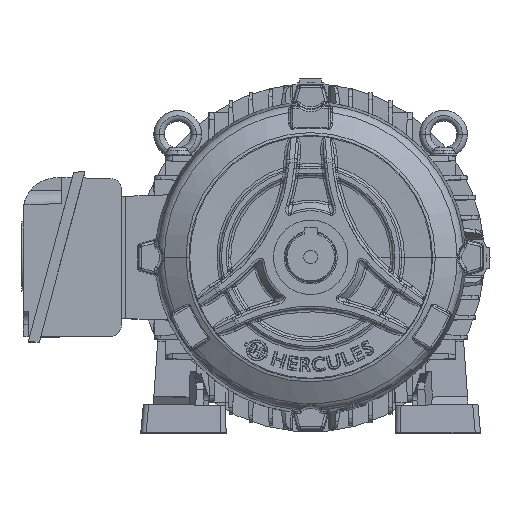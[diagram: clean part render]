
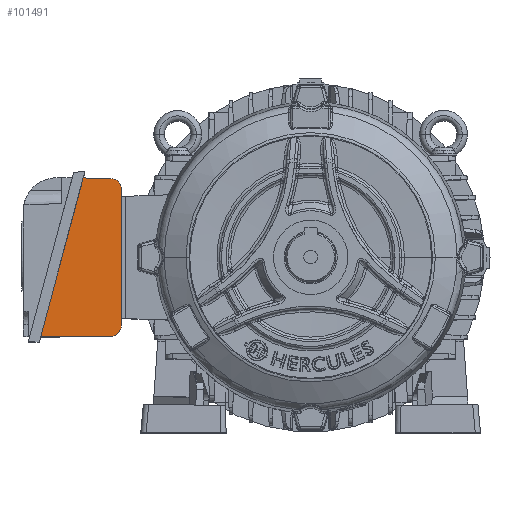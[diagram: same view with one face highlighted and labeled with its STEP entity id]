
A CAD part, top view. The second image highlights one B-rep face of the part: STEP entity #101491.
In plain terms, the highlighted planar face has unit normal (0.017, -0.004, 1).
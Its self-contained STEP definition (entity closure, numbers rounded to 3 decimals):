
#1337 = EDGE_CURVE ( 'NONE', #86728, #3133, #10204, .T. ) ;
#3133 = VERTEX_POINT ( 'NONE', #45324 ) ;
#5571 = DIRECTION ( 'NONE',  ( 0., -1., -0.005 ) ) ;
#8479 = EDGE_CURVE ( 'NONE', #74439, #74522, #37184, .T. ) ;
#8702 = FACE_OUTER_BOUND ( 'NONE', #51417, .T. ) ;
#10063 = CARTESIAN_POINT ( 'NONE',  ( -142.5, -51.32, 16.266 ) ) ;
#10204 =( BOUNDED_CURVE ( )  B_SPLINE_CURVE ( 3, ( #10063, #65948, #98435, #41994 ),
 .UNSPECIFIED., .F., .F. ) 
 B_SPLINE_CURVE_WITH_KNOTS ( ( 4, 4 ),
 ( 6.021, 7.583 ),
 .UNSPECIFIED. ) 
 CURVE ( )  GEOMETRIC_REPRESENTATION_ITEM ( )  RATIONAL_B_SPLINE_CURVE ( ( 1., 0.807, 0.807, 1. ) ) 
 REPRESENTATION_ITEM ( '' )  );
#10484 = CARTESIAN_POINT ( 'NONE',  ( -142.5, -51.32, 16.266 ) ) ;
#12239 = CARTESIAN_POINT ( 'NONE',  ( -142.5, 56.01, 16.751 ) ) ;
#13297 = CARTESIAN_POINT ( 'NONE',  ( -145.739, 59.307, 16.82 ) ) ;
#16245 = EDGE_CURVE ( 'NONE', #74522, #43574, #37517, .T. ) ;
#17495 = ORIENTED_EDGE ( 'NONE', *, *, #49332, .F. ) ;
#27449 =( BOUNDED_CURVE ( )  B_SPLINE_CURVE ( 3, ( #37249, #13297, #12239, #52159 ),
 .UNSPECIFIED., .F., .T. ) 
 B_SPLINE_CURVE_WITH_KNOTS ( ( 4, 4 ),
 ( 4.468, 6.021 ),
 .UNSPECIFIED. ) 
 CURVE ( )  GEOMETRIC_REPRESENTATION_ITEM ( )  RATIONAL_B_SPLINE_CURVE ( ( 1., 0.809, 0.809, 1. ) ) 
 REPRESENTATION_ITEM ( '' )  );
#31269 = VERTEX_POINT ( 'NONE', #93841 ) ;
#35312 = VECTOR ( 'NONE', #38053, 1000. ) ;
#35317 = PLANE ( 'NONE',  #76804 ) ;
#37184 = LINE ( 'NONE', #102107, #76641 ) ;
#37249 = CARTESIAN_POINT ( 'NONE',  ( -150.36, 59.387, 16.898 ) ) ;
#37517 = LINE ( 'NONE', #69992, #35312 ) ;
#38053 = DIRECTION ( 'NONE',  ( 1., -0.017, -0.017 ) ) ;
#41994 = CARTESIAN_POINT ( 'NONE',  ( -150.43, -59.319, 16.363 ) ) ;
#43574 = VERTEX_POINT ( 'NONE', #78242 ) ;
#45324 = CARTESIAN_POINT ( 'NONE',  ( -150.43, -59.319, 16.363 ) ) ;
#45691 = ORIENTED_EDGE ( 'NONE', *, *, #16245, .F. ) ;
#47028 = CARTESIAN_POINT ( 'NONE',  ( -171.114, 59.749, 17.25 ) ) ;
#49332 = EDGE_CURVE ( 'NONE', #43574, #31269, #27449, .T. ) ;
#51417 = EDGE_LOOP ( 'NONE', ( #89437, #98074, #87780, #68776, #17495, #45691 ) ) ;
#52159 = CARTESIAN_POINT ( 'NONE',  ( -142.5, 51.388, 16.73 ) ) ;
#52939 = CARTESIAN_POINT ( 'NONE',  ( -203.142, -59.779, 17.25 ) ) ;
#61033 = DIRECTION ( 'NONE',  ( 1., 0.009, -0.017 ) ) ;
#62513 = CARTESIAN_POINT ( 'NONE',  ( -142.5, 10.284, 16.544 ) ) ;
#64941 = VECTOR ( 'NONE', #5571, 1000. ) ;
#65948 = CARTESIAN_POINT ( 'NONE',  ( -142.5, -55.973, 16.245 ) ) ;
#66955 = VECTOR ( 'NONE', #61033, 1000. ) ;
#68776 = ORIENTED_EDGE ( 'NONE', *, *, #101397, .F. ) ;
#69992 = CARTESIAN_POINT ( 'NONE',  ( -141.378, 59.23, 16.746 ) ) ;
#70532 = LINE ( 'NONE', #62513, #64941 ) ;
#74439 = VERTEX_POINT ( 'NONE', #52939 ) ;
#74522 = VERTEX_POINT ( 'NONE', #47028 ) ;
#75733 = DIRECTION ( 'NONE',  ( 0.017, -0.005, 1. ) ) ;
#76641 = VECTOR ( 'NONE', #94615, 1000. ) ;
#76804 = AXIS2_PLACEMENT_3D ( 'NONE', #98649, #75733, #90685 ) ;
#78242 = CARTESIAN_POINT ( 'NONE',  ( -150.36, 59.387, 16.898 ) ) ;
#78884 = EDGE_CURVE ( 'NONE', #74439, #3133, #102011, .T. ) ;
#86728 = VERTEX_POINT ( 'NONE', #10484 ) ;
#87780 = ORIENTED_EDGE ( 'NONE', *, *, #1337, .F. ) ;
#89437 = ORIENTED_EDGE ( 'NONE', *, *, #8479, .F. ) ;
#90685 = DIRECTION ( 'NONE',  ( 1., 0., -0.017 ) ) ;
#93841 = CARTESIAN_POINT ( 'NONE',  ( -142.5, 51.388, 16.73 ) ) ;
#94615 = DIRECTION ( 'NONE',  ( 0.259, 0.966, 0. ) ) ;
#98074 = ORIENTED_EDGE ( 'NONE', *, *, #78884, .T. ) ;
#98435 = CARTESIAN_POINT ( 'NONE',  ( -145.776, -59.279, 16.285 ) ) ;
#98649 = CARTESIAN_POINT ( 'NONE',  ( -184.369, 10.281, 17.25 ) ) ;
#101397 = EDGE_CURVE ( 'NONE', #31269, #86728, #70532, .T. ) ;
#101491 = ADVANCED_FACE ( 'NONE', ( #8702 ), #35317, .T. ) ;
#102011 = LINE ( 'NONE', #102546, #66955 ) ;
#102107 = CARTESIAN_POINT ( 'NONE',  ( -184.369, 10.281, 17.25 ) ) ;
#102546 = CARTESIAN_POINT ( 'NONE',  ( -141.395, -59.24, 16.211 ) ) ;
